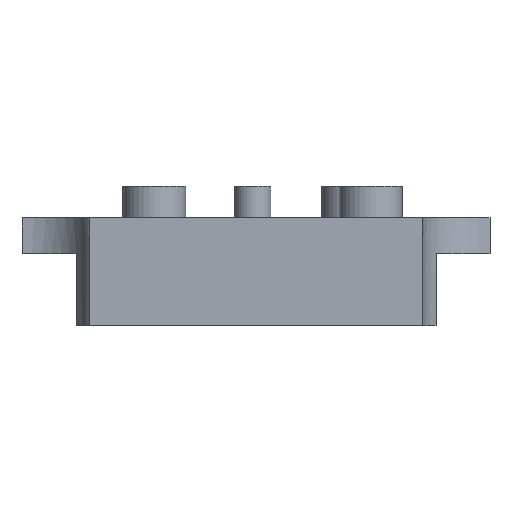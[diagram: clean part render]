
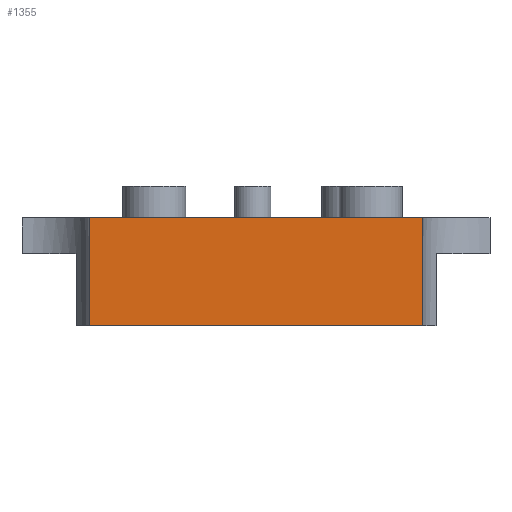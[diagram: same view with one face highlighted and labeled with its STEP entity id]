
A CAD part, front view. The second image highlights one B-rep face of the part: STEP entity #1355.
In plain terms, the highlighted planar face has unit normal (0, -1, 0).
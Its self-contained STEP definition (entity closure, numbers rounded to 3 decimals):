
#71=PLANE('',#1507);
#133=FACE_OUTER_BOUND('',#226,.T.);
#226=EDGE_LOOP('',(#1189,#1190,#1191,#1192));
#262=LINE('',#1997,#380);
#325=LINE('',#2216,#443);
#357=LINE('',#2299,#475);
#358=LINE('',#2301,#476);
#380=VECTOR('',#1570,10.);
#443=VECTOR('',#1779,10.);
#475=VECTOR('',#1877,10.);
#476=VECTOR('',#1880,10.);
#578=VERTEX_POINT('',#1994);
#579=VERTEX_POINT('',#1996);
#661=VERTEX_POINT('',#2213);
#662=VERTEX_POINT('',#2215);
#707=EDGE_CURVE('',#579,#578,#262,.F.);
#813=EDGE_CURVE('',#661,#662,#325,.T.);
#857=EDGE_CURVE('',#661,#579,#357,.T.);
#858=EDGE_CURVE('',#578,#662,#358,.T.);
#1189=ORIENTED_EDGE('',*,*,#857,.T.);
#1190=ORIENTED_EDGE('',*,*,#707,.T.);
#1191=ORIENTED_EDGE('',*,*,#858,.T.);
#1192=ORIENTED_EDGE('',*,*,#813,.F.);
#1355=ADVANCED_FACE('',(#133),#71,.T.);
#1507=AXIS2_PLACEMENT_3D('',#2302,#1881,#1882);
#1570=DIRECTION('',(1.,0.,0.));
#1779=DIRECTION('',(-1.,0.,0.));
#1877=DIRECTION('',(0.,0.,1.));
#1880=DIRECTION('',(0.,0.,-1.));
#1881=DIRECTION('center_axis',(0.,-1.,0.));
#1882=DIRECTION('ref_axis',(1.,0.,0.));
#1994=CARTESIAN_POINT('',(-18.5,-35.,12.));
#1996=CARTESIAN_POINT('',(18.5,-35.,12.));
#1997=CARTESIAN_POINT('',(-10.,-35.,12.));
#2213=CARTESIAN_POINT('',(18.5,-35.,0.));
#2215=CARTESIAN_POINT('',(-18.5,-35.,0.));
#2216=CARTESIAN_POINT('',(20.,-35.,0.));
#2299=CARTESIAN_POINT('',(18.5,-35.,13.));
#2301=CARTESIAN_POINT('',(-18.5,-35.,13.));
#2302=CARTESIAN_POINT('Origin',(-20.,-35.,0.));
